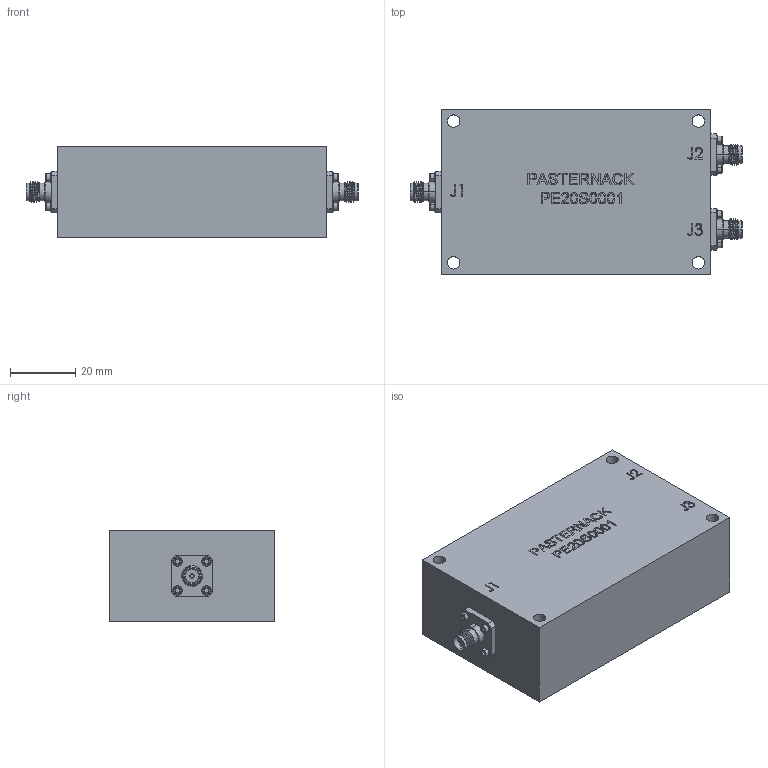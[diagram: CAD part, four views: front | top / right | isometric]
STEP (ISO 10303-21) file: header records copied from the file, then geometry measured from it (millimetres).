
FILE_DESCRIPTION (( 'STEP AP203' ), '1' );
FILE_NAME ('PE20S0001.step', '2019-06-13T19:10:18', ( '' ), ( '' ), 'SwSTEP 2.0', 'SolidWorks 2018', '' );
FILE_SCHEMA (( 'CONFIG_CONTROL_DESIGN' ));
Products named in the file (1): PE20S0001
Bounding box: 101.7 x 50.8 x 27.94 mm (x, y, z)
Volume: 117285.9 mm3; surface area: 18678 mm2
Topology: 1 solids, 20 shells, 1071 faces, 2607 edges, 1673 vertices
Faces by surface type: plane 394, cylinder 324, bspline 179, cone 174
Entity records: 50598 total; most frequent: CARTESIAN_POINT 27223, ORIENTED_EDGE 5214, DIRECTION 4224, EDGE_CURVE 2607, VERTEX_POINT 1673, AXIS2_PLACEMENT_3D 1505, VECTOR 1214, LINE 1214
